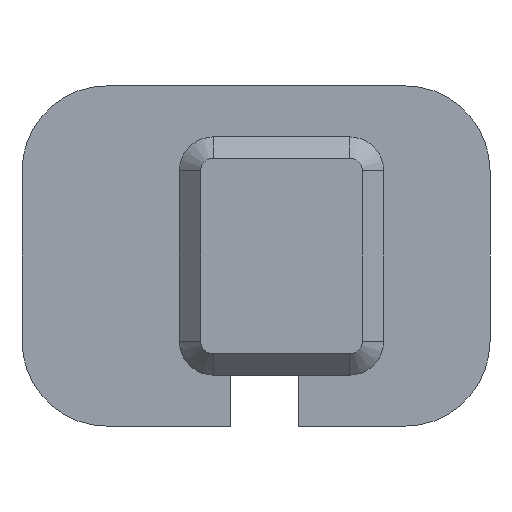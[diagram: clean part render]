
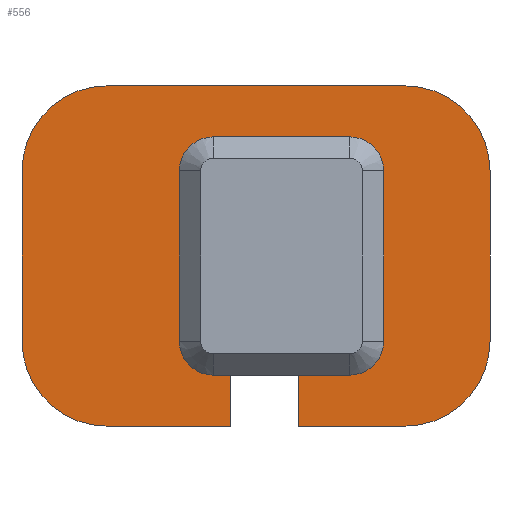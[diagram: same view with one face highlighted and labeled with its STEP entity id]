
A CAD part, left-side view. The second image highlights one B-rep face of the part: STEP entity #556.
In plain terms, the highlighted planar face has unit normal (-1, 0, 0).
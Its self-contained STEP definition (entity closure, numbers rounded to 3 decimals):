
#31=CIRCLE('',#604,0.8);
#32=CIRCLE('',#607,0.8);
#33=CIRCLE('',#612,0.8);
#34=CIRCLE('',#614,2.);
#35=CIRCLE('',#615,2.);
#36=CIRCLE('',#616,2.);
#37=CIRCLE('',#617,2.);
#38=CIRCLE('',#618,0.8);
#62=FACE_OUTER_BOUND('',#94,.T.);
#94=EDGE_LOOP('',(#425,#426,#427,#428,#429,#430,#431,#432,#433,#434,#435,
#436,#437,#438,#439,#440,#441,#442,#443,#444));
#130=LINE('',#863,#190);
#133=LINE('',#871,#193);
#139=LINE('',#887,#199);
#140=LINE('',#889,#200);
#141=LINE('',#891,#201);
#142=LINE('',#895,#202);
#143=LINE('',#899,#203);
#144=LINE('',#903,#204);
#145=LINE('',#907,#205);
#146=LINE('',#908,#206);
#147=LINE('',#910,#207);
#148=LINE('',#913,#208);
#190=VECTOR('',#698,10.);
#193=VECTOR('',#707,10.);
#199=VECTOR('',#723,10.);
#200=VECTOR('',#724,10.);
#201=VECTOR('',#725,10.);
#202=VECTOR('',#728,10.);
#203=VECTOR('',#731,10.);
#204=VECTOR('',#734,10.);
#205=VECTOR('',#737,10.);
#206=VECTOR('',#738,10.);
#207=VECTOR('',#739,10.);
#208=VECTOR('',#742,10.);
#247=VERTEX_POINT('',#855);
#248=VERTEX_POINT('',#857);
#249=VERTEX_POINT('',#861);
#250=VERTEX_POINT('',#865);
#251=VERTEX_POINT('',#869);
#252=VERTEX_POINT('',#874);
#254=VERTEX_POINT('',#877);
#256=VERTEX_POINT('',#883);
#257=VERTEX_POINT('',#888);
#258=VERTEX_POINT('',#890);
#259=VERTEX_POINT('',#892);
#260=VERTEX_POINT('',#894);
#261=VERTEX_POINT('',#896);
#262=VERTEX_POINT('',#898);
#263=VERTEX_POINT('',#900);
#264=VERTEX_POINT('',#902);
#265=VERTEX_POINT('',#904);
#266=VERTEX_POINT('',#906);
#267=VERTEX_POINT('',#909);
#268=VERTEX_POINT('',#911);
#306=EDGE_CURVE('',#248,#247,#31,.T.);
#309=EDGE_CURVE('',#247,#249,#130,.T.);
#311=EDGE_CURVE('',#249,#250,#32,.T.);
#313=EDGE_CURVE('',#250,#251,#133,.T.);
#319=EDGE_CURVE('',#251,#256,#33,.T.);
#320=EDGE_CURVE('',#256,#252,#139,.T.);
#321=EDGE_CURVE('',#252,#257,#140,.T.);
#322=EDGE_CURVE('',#257,#258,#141,.T.);
#323=EDGE_CURVE('',#258,#259,#34,.T.);
#324=EDGE_CURVE('',#259,#260,#142,.T.);
#325=EDGE_CURVE('',#260,#261,#35,.T.);
#326=EDGE_CURVE('',#261,#262,#143,.T.);
#327=EDGE_CURVE('',#262,#263,#36,.T.);
#328=EDGE_CURVE('',#263,#264,#144,.T.);
#329=EDGE_CURVE('',#264,#265,#37,.T.);
#330=EDGE_CURVE('',#265,#266,#145,.T.);
#331=EDGE_CURVE('',#254,#266,#146,.T.);
#332=EDGE_CURVE('',#267,#254,#147,.T.);
#333=EDGE_CURVE('',#267,#268,#38,.T.);
#334=EDGE_CURVE('',#268,#248,#148,.T.);
#425=ORIENTED_EDGE('',*,*,#309,.T.);
#426=ORIENTED_EDGE('',*,*,#311,.T.);
#427=ORIENTED_EDGE('',*,*,#313,.T.);
#428=ORIENTED_EDGE('',*,*,#319,.T.);
#429=ORIENTED_EDGE('',*,*,#320,.T.);
#430=ORIENTED_EDGE('',*,*,#321,.T.);
#431=ORIENTED_EDGE('',*,*,#322,.T.);
#432=ORIENTED_EDGE('',*,*,#323,.T.);
#433=ORIENTED_EDGE('',*,*,#324,.T.);
#434=ORIENTED_EDGE('',*,*,#325,.T.);
#435=ORIENTED_EDGE('',*,*,#326,.T.);
#436=ORIENTED_EDGE('',*,*,#327,.T.);
#437=ORIENTED_EDGE('',*,*,#328,.T.);
#438=ORIENTED_EDGE('',*,*,#329,.T.);
#439=ORIENTED_EDGE('',*,*,#330,.T.);
#440=ORIENTED_EDGE('',*,*,#331,.F.);
#441=ORIENTED_EDGE('',*,*,#332,.F.);
#442=ORIENTED_EDGE('',*,*,#333,.T.);
#443=ORIENTED_EDGE('',*,*,#334,.T.);
#444=ORIENTED_EDGE('',*,*,#306,.T.);
#529=PLANE('',#613);
#556=ADVANCED_FACE('',(#62),#529,.F.);
#604=AXIS2_PLACEMENT_3D('',#858,#692,#693);
#607=AXIS2_PLACEMENT_3D('',#867,#702,#703);
#612=AXIS2_PLACEMENT_3D('',#885,#719,#720);
#613=AXIS2_PLACEMENT_3D('',#886,#721,#722);
#614=AXIS2_PLACEMENT_3D('',#893,#726,#727);
#615=AXIS2_PLACEMENT_3D('',#897,#729,#730);
#616=AXIS2_PLACEMENT_3D('',#901,#732,#733);
#617=AXIS2_PLACEMENT_3D('',#905,#735,#736);
#618=AXIS2_PLACEMENT_3D('',#912,#740,#741);
#692=DIRECTION('center_axis',(1.,0.,0.));
#693=DIRECTION('ref_axis',(0.,0.,1.));
#698=DIRECTION('',(0.,-1.,0.));
#702=DIRECTION('center_axis',(1.,0.,0.));
#703=DIRECTION('ref_axis',(0.,-1.,0.));
#707=DIRECTION('',(0.,0.,-1.));
#719=DIRECTION('center_axis',(1.,0.,0.));
#720=DIRECTION('ref_axis',(0.,0.,-1.));
#721=DIRECTION('center_axis',(1.,0.,0.));
#722=DIRECTION('ref_axis',(0.,1.,0.));
#723=DIRECTION('',(0.,1.,0.));
#724=DIRECTION('',(0.,0.,-1.));
#725=DIRECTION('',(0.,-1.,0.));
#726=DIRECTION('center_axis',(-1.,0.,0.));
#727=DIRECTION('ref_axis',(0.,-1.,0.));
#728=DIRECTION('',(0.,0.,1.));
#729=DIRECTION('center_axis',(-1.,0.,0.));
#730=DIRECTION('ref_axis',(0.,0.,1.));
#731=DIRECTION('',(0.,1.,0.));
#732=DIRECTION('center_axis',(-1.,0.,0.));
#733=DIRECTION('ref_axis',(0.,1.,0.));
#734=DIRECTION('',(0.,0.,-1.));
#735=DIRECTION('center_axis',(-1.,0.,0.));
#736=DIRECTION('ref_axis',(0.,0.,-1.));
#737=DIRECTION('',(0.,-1.,0.));
#738=DIRECTION('',(0.,0.,-1.));
#739=DIRECTION('',(0.,-1.,0.));
#740=DIRECTION('center_axis',(1.,0.,0.));
#741=DIRECTION('ref_axis',(0.,1.,0.));
#742=DIRECTION('',(0.,0.,1.));
#855=CARTESIAN_POINT('',(-34.211,-4.066,-2.765));
#857=CARTESIAN_POINT('',(-34.211,-3.266,-3.565));
#858=CARTESIAN_POINT('Origin',(-34.211,-4.066,-3.565));
#861=CARTESIAN_POINT('',(-34.211,-7.266,-2.765));
#863=CARTESIAN_POINT('',(-34.211,-5.566,-2.765));
#865=CARTESIAN_POINT('',(-34.211,-8.066,-3.565));
#867=CARTESIAN_POINT('Origin',(-34.211,-7.266,-3.565));
#869=CARTESIAN_POINT('',(-34.211,-8.066,-7.565));
#871=CARTESIAN_POINT('',(-34.211,-8.066,-6.565));
#874=CARTESIAN_POINT('',(-34.211,-6.066,-8.365));
#877=CARTESIAN_POINT('',(-34.211,-4.466,-8.365));
#883=CARTESIAN_POINT('',(-34.211,-7.266,-8.365));
#885=CARTESIAN_POINT('Origin',(-34.211,-7.266,-7.565));
#886=CARTESIAN_POINT('Origin',(-34.211,-5.066,-5.565));
#887=CARTESIAN_POINT('',(-34.211,-4.566,-8.365));
#888=CARTESIAN_POINT('',(-34.211,-6.066,-9.565));
#889=CARTESIAN_POINT('',(-34.211,-6.066,-4.415));
#890=CARTESIAN_POINT('',(-34.211,-8.566,-9.565));
#891=CARTESIAN_POINT('',(-34.211,-8.566,-9.565));
#892=CARTESIAN_POINT('',(-34.211,-10.566,-7.565));
#893=CARTESIAN_POINT('Origin',(-34.211,-8.566,-7.565));
#894=CARTESIAN_POINT('',(-34.211,-10.566,-3.565));
#895=CARTESIAN_POINT('',(-34.211,-10.566,-3.565));
#896=CARTESIAN_POINT('',(-34.211,-8.566,-1.565));
#897=CARTESIAN_POINT('Origin',(-34.211,-8.566,-3.565));
#898=CARTESIAN_POINT('',(-34.211,-1.566,-1.565));
#899=CARTESIAN_POINT('',(-34.211,-3.566,-1.565));
#900=CARTESIAN_POINT('',(-34.211,0.434,-3.565));
#901=CARTESIAN_POINT('Origin',(-34.211,-1.566,-3.565));
#902=CARTESIAN_POINT('',(-34.211,0.434,-7.565));
#903=CARTESIAN_POINT('',(-34.211,0.434,-3.565));
#904=CARTESIAN_POINT('',(-34.211,-1.566,-9.565));
#905=CARTESIAN_POINT('Origin',(-34.211,-1.566,-7.565));
#906=CARTESIAN_POINT('',(-34.211,-4.466,-9.565));
#907=CARTESIAN_POINT('',(-34.211,-8.566,-9.565));
#908=CARTESIAN_POINT('',(-34.211,-4.466,-4.415));
#909=CARTESIAN_POINT('',(-34.211,-4.066,-8.365));
#910=CARTESIAN_POINT('',(-34.211,-4.066,-8.365));
#911=CARTESIAN_POINT('',(-34.211,-3.266,-7.565));
#912=CARTESIAN_POINT('Origin',(-34.211,-4.066,-7.565));
#913=CARTESIAN_POINT('',(-34.211,-3.266,-4.565));
